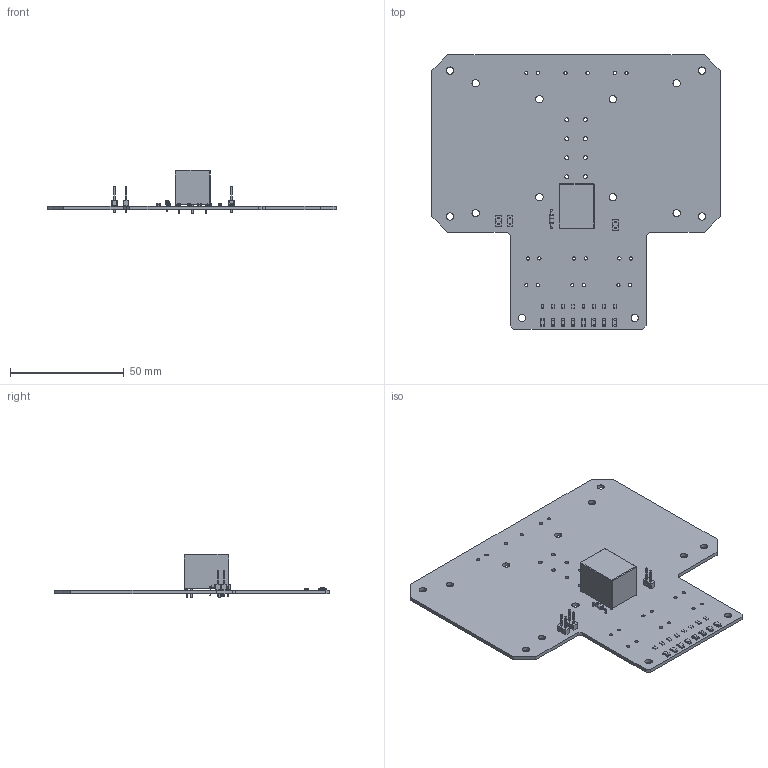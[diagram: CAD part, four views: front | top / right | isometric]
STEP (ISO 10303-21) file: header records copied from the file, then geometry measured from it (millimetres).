
FILE_DESCRIPTION(('KiCad electronic assembly'),'2;1');
FILE_NAME('pcb_puissance.step','2024-03-18T17:01:48',('Pcbnew'),('Kicad' ),'Open CASCADE STEP processor 7.7','KiCad to STEP converter', 'Unknown');
FILE_SCHEMA(('AUTOMOTIVE_DESIGN { 1 0 10303 214 1 1 1 1 }'));
Length unit declared in the file: millimetre
Products named in the file (12): pcb_puissance 1; R_0805_2012Metric; SOLID; PinHeader_1x02_P2.54mm_Vertical; LED_1206_3216Metric; Relay_SPDT_SANYOU_SRD_Series_Form_C; D_DO-35_SOD27_P7.62mm_Horizontal; COMPOUND; pcb_puissance PCB
Assembly tree (27 placements, depth 3):
  pcb_puissance 1
    R_0805_2012Metric  x8
      SOLID
    PinHeader_1x02_P2.54mm_Vertical  x3
      SOLID
    LED_1206_3216Metric  x8
      SOLID
    Relay_SPDT_SANYOU_SRD_Series_Form_C
      SOLID
    D_DO-35_SOD27_P7.62mm_Horizontal
      COMPOUND
    pcb_puissance PCB
Bounding box: 126.5 x 120.5 x 19 mm (x, y, z)
Volume: 24146.5 mm3; surface area: 27792.2 mm2
Topology: 23 solids, 23 shells, 928 faces, 2387 edges, 1528 vertices
Faces by surface type: plane 705, cylinder 215, sphere 4, torus 4
Full cylindrical faces by diameter (mm): 0.5 x3, 0.8 x2, 1 x8, 1.3 x3, 1.4 x16, 1.5 x2, 1.7 x8, 2 x2, 2.02 x1, 3.2 x14
Entity records: 21609 total; most frequent: CARTESIAN_POINT 4800, DIRECTION 2857, LINE 1810, VECTOR 1810, ORIENTED_EDGE 1464, PCURVE 1464, DEFINITIONAL_REPRESENTATION 1464, EDGE_CURVE 732
